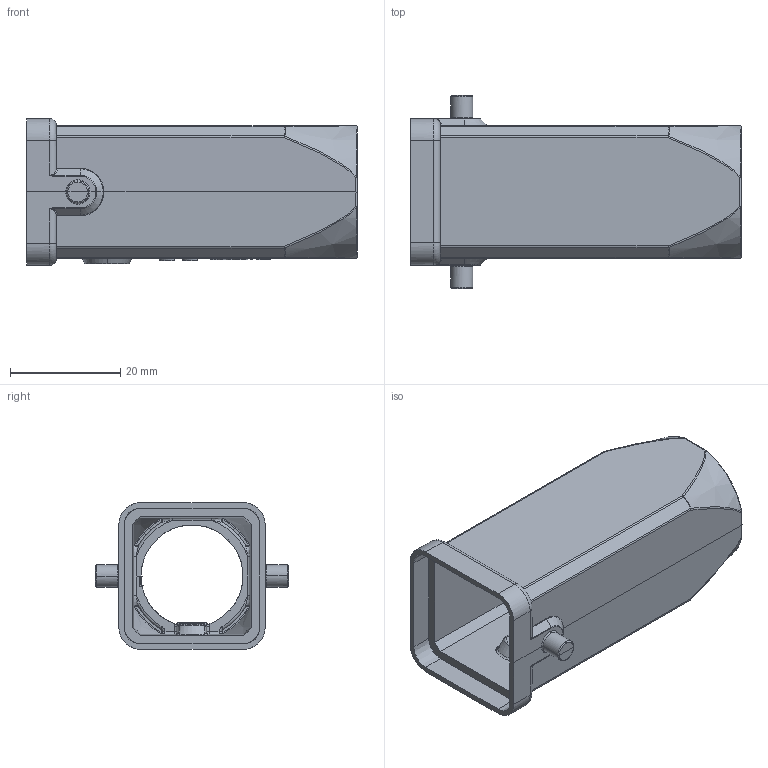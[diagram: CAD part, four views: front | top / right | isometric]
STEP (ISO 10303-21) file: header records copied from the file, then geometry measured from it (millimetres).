
FILE_DESCRIPTION(/* description */ (''),/* implementation_level */ '2;1');
FILE_NAME(/* name */ 'H3A.P-TE-2B-PG16.stp',/* time_stamp */ '2024-03-20T10:46:18+08:00',/* author */ (''),/* organization */ (''),/* preprocessor_version */ 'ST-DEVELOPER v18.1',/* originating_system */ 'SIEMENS PLM Software NX 1980',/* authorisation */ '');
FILE_SCHEMA (('AUTOMOTIVE_DESIGN { 1 0 10303 214 3 1 1 1 }'));
Length unit declared in the file: millimetre
Products named in the file (1): H3A.P-TE-2B-M20_stp
Bounding box: 60 x 35 x 26.6 mm (x, y, z)
Volume: 8172 mm3; surface area: 11707.6 mm2
Topology: 1 solids, 1 shells, 351 faces, 890 edges, 539 vertices
Faces by surface type: plane 134, cylinder 113, torus 45, cone 24, bspline 23, sphere 12
Full cylindrical faces by diameter (mm): 18.5 x1, 21.25 x1
Entity records: 13985 total; most frequent: CARTESIAN_POINT 6521, ORIENTED_EDGE 1750, DIRECTION 1202, EDGE_CURVE 875, VERTEX_POINT 539, B_SPLINE_CURVE_WITH_KNOTS 447, AXIS2_PLACEMENT_3D 445, EDGE_LOOP 368
